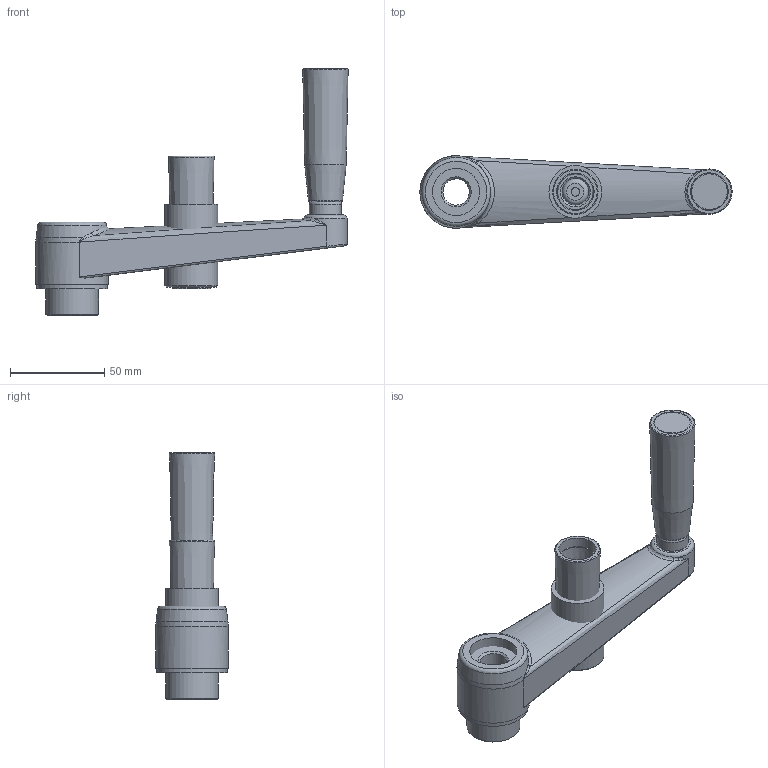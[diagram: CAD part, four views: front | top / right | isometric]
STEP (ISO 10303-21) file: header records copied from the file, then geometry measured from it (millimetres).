
FILE_DESCRIPTION( ( 'Unknown' ), '1' );
FILE_NAME( '6384650_MHP130-MRS.stp', 'Unknown', ( 'Unknown' ), ( 'Unknown' ), 'XStep 1.0', 'Unknown', ' ' );
FILE_SCHEMA( ( 'CONFIG_CONTROL_DESIGN' ) );
Length unit declared in the file: millimetre
Products named in the file (6): Assem1; MV_130; Particolare_A; Manico per MRS; Tappo per MRS; 1831106
Bounding box: 165.68 x 38.5 x 130.9 mm (x, y, z)
Volume: 214206.7 mm3; surface area: 96572.7 mm2
Topology: 10 solids, 10 shells, 386 faces, 934 edges, 584 vertices
Faces by surface type: plane 200, cylinder 112, bspline 28, torus 26, cone 20
Full cylindrical faces by diameter (mm): 2.5 x2, 2.7 x2, 3 x4, 4.2 x2, 4.523 x2, 6.3 x2, 6.904 x4, 9.277 x2, 10.3 x2, 12.549 x2, 14 x4, 15.997 x2, 17 x2, 19.9 x4, 25 x2, 28 x6, 30 x4, 37.31 x2, 38.5 x2
Entity records: 7058 total; most frequent: CARTESIAN_POINT 2556, DIRECTION 886, ORIENTED_EDGE 808, EDGE_CURVE 404, AXIS2_PLACEMENT_3D 343, VERTEX_POINT 279, EDGE_LOOP 265, FACE_OUTER_BOUND 230
